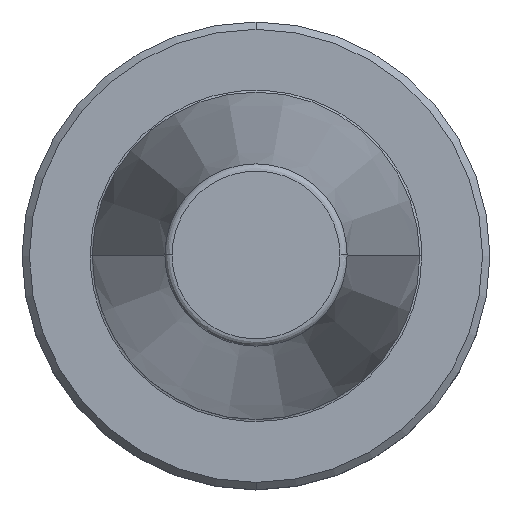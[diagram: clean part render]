
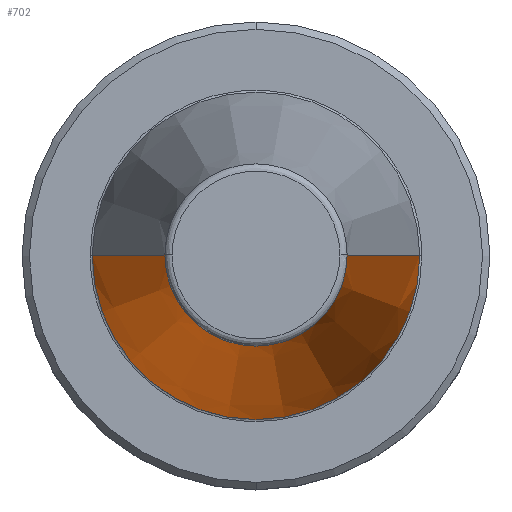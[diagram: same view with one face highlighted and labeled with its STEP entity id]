
A CAD part, top view. The second image highlights one B-rep face of the part: STEP entity #702.
In plain terms, the highlighted conical face has half-angle 8.297 degrees and reference radius 22.225 mm.
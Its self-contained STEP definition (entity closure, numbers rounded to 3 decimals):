
#28 = CIRCLE ( 'NONE', #63, 22.225 ) ;
#63 = AXIS2_PLACEMENT_3D ( 'NONE', #1902, #1884, #1769 ) ;
#69 = VECTOR ( 'NONE', #183, 1000. ) ;
#183 = DIRECTION ( 'NONE',  ( -0.144, 0., -0.99 ) ) ;
#189 = AXIS2_PLACEMENT_3D ( 'NONE', #1150, #1324, #1124 ) ;
#287 = CONICAL_SURFACE ( 'NONE', #189, 22.225, 0.145 ) ;
#411 = VERTEX_POINT ( 'NONE', #660 ) ;
#423 = AXIS2_PLACEMENT_3D ( 'NONE', #578, #1940, #783 ) ;
#459 = FACE_OUTER_BOUND ( 'NONE', #2180, .T. ) ;
#578 = CARTESIAN_POINT ( 'NONE',  ( 0., 0., 67.544 ) ) ;
#649 = EDGE_CURVE ( 'NONE', #411, #2054, #28, .T. ) ;
#660 = CARTESIAN_POINT ( 'NONE',  ( -22.225, 0., 0. ) ) ;
#702 = ADVANCED_FACE ( 'NONE', ( #459 ), #287, .T. ) ;
#740 = ORIENTED_EDGE ( 'NONE', *, *, #2396, .T. ) ;
#783 = DIRECTION ( 'NONE',  ( -1., 0., 0. ) ) ;
#788 = CARTESIAN_POINT ( 'NONE',  ( -22.225, 0., 0. ) ) ;
#847 = LINE ( 'NONE', #1401, #2239 ) ;
#1124 = DIRECTION ( 'NONE',  ( -1., 0., 0. ) ) ;
#1150 = CARTESIAN_POINT ( 'NONE',  ( 0., 0., 0. ) ) ;
#1324 = DIRECTION ( 'NONE',  ( 0., 0., -1. ) ) ;
#1328 = ORIENTED_EDGE ( 'NONE', *, *, #2330, .T. ) ;
#1401 = CARTESIAN_POINT ( 'NONE',  ( 22.225, 0., 0. ) ) ;
#1621 = VERTEX_POINT ( 'NONE', #1790 ) ;
#1645 = VERTEX_POINT ( 'NONE', #1960 ) ;
#1646 = EDGE_CURVE ( 'NONE', #1621, #2054, #847, .T. ) ;
#1747 = CARTESIAN_POINT ( 'NONE',  ( 22.225, 0., 0. ) ) ;
#1769 = DIRECTION ( 'NONE',  ( -1., 0., 0. ) ) ;
#1790 = CARTESIAN_POINT ( 'NONE',  ( 12.375, 0., 67.544 ) ) ;
#1838 = LINE ( 'NONE', #788, #69 ) ;
#1884 = DIRECTION ( 'NONE',  ( 0., 0., 1. ) ) ;
#1889 = CIRCLE ( 'NONE', #423, 12.375 ) ;
#1902 = CARTESIAN_POINT ( 'NONE',  ( 0., 0., 0. ) ) ;
#1940 = DIRECTION ( 'NONE',  ( 0., 0., -1. ) ) ;
#1960 = CARTESIAN_POINT ( 'NONE',  ( -12.375, 0., 67.544 ) ) ;
#2054 = VERTEX_POINT ( 'NONE', #1747 ) ;
#2129 = ORIENTED_EDGE ( 'NONE', *, *, #1646, .F. ) ;
#2180 = EDGE_LOOP ( 'NONE', ( #2129, #1328, #740, #2406 ) ) ;
#2239 = VECTOR ( 'NONE', #2281, 1000. ) ;
#2281 = DIRECTION ( 'NONE',  ( 0.144, 0., -0.99 ) ) ;
#2330 = EDGE_CURVE ( 'NONE', #1621, #1645, #1889, .T. ) ;
#2396 = EDGE_CURVE ( 'NONE', #1645, #411, #1838, .T. ) ;
#2406 = ORIENTED_EDGE ( 'NONE', *, *, #649, .T. ) ;
